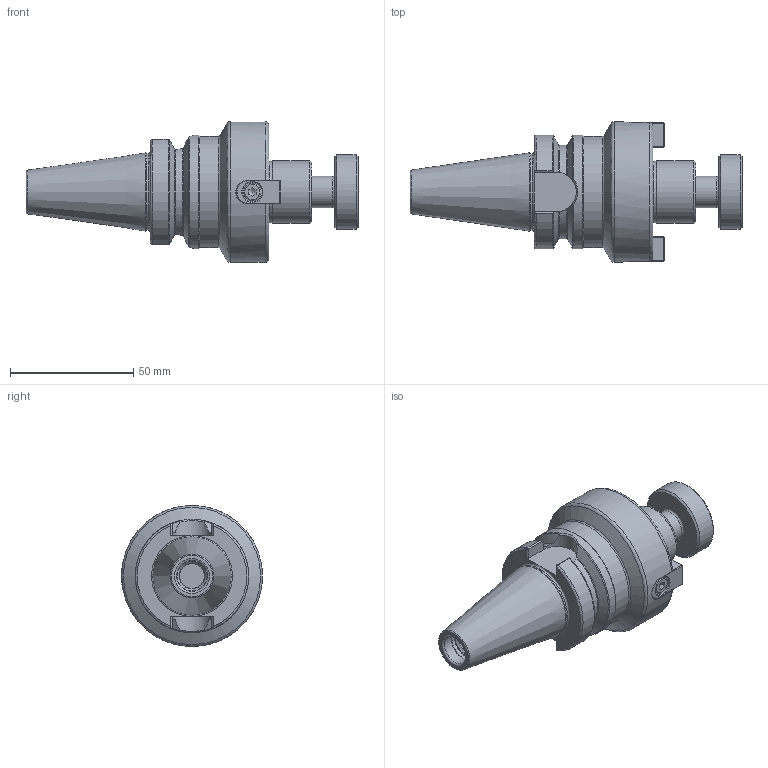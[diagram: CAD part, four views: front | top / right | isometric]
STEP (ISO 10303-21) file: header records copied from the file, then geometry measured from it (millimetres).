
FILE_DESCRIPTION(/* description */ (''),/* implementation_level */ '2;1');
FILE_NAME(/* name */ 'BT30-SM1-1.97.stp',/* time_stamp */ '2022-08-29T12:09:34+08:00',/* author */ ('Administrator'),/* organization */ (''),/* preprocessor_version */ 'ST-DEVELOPER v18.1',/* originating_system */ 'Autodesk Inventor 2022',/* authorisation */ '');
FILE_SCHEMA (('AUTOMOTIVE_DESIGN { 1 0 10303 214 3 1 1 }'));
Length unit declared in the file: millimetre
Products named in the file (5): BT30-SM1-1.97; BT30-FMA25.4-50.038; FMA25.4   9.525   半圆键   220829; 螺钉 GB/T 70.1 M4 x 12; 1-2-20UNF-2A-32大圆柱头紧固螺钉F
MA用
Assembly tree (6 placements, depth 2):
  BT30-SM1-1.97
    BT30-FMA25.4-50.038
    FMA25.4   9.525   半圆键   220829  x2
    螺钉 GB/T 70.1 M4 x 12  x2
    1-2-20UNF-2A-32大圆柱头紧固螺钉F
MA用
Bounding box: 134.56 x 57.15 x 57.15 mm (x, y, z)
Volume: 123790.1 mm3; surface area: 28153.5 mm2
Topology: 6 solids, 6 shells, 197 faces, 467 edges, 292 vertices
Faces by surface type: plane 92, cone 36, cylinder 35, torus 24, bspline 10
Full cylindrical faces by diameter (mm): 3.3 x2, 4 x2, 4.5 x2, 7 x2, 8 x2, 9.5 x1, 10 x1, 10.3 x1, 11.328 x1, 12.5 x1, 12.7 x1, 13.1 x1, 13.7 x1, 25 x1, 25.4 x1, 30.175 x1, 31.15 x1, 45 x1, 46 x1, 57.15 x1
Entity records: 5584 total; most frequent: CARTESIAN_POINT 1801, ORIENTED_EDGE 760, DIRECTION 737, EDGE_CURVE 380, AXIS2_PLACEMENT_3D 286, VERTEX_POINT 241, EDGE_LOOP 175, LINE 165
